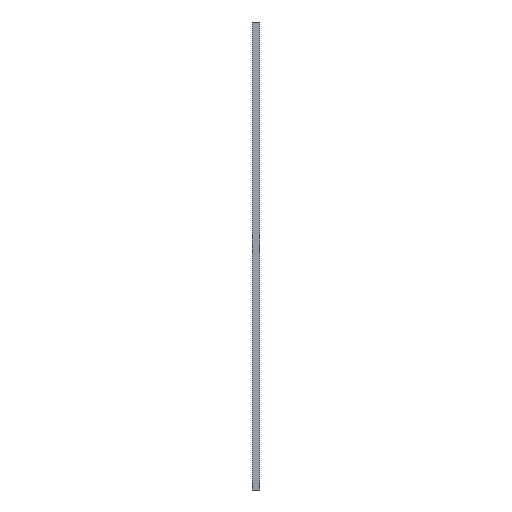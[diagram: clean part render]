
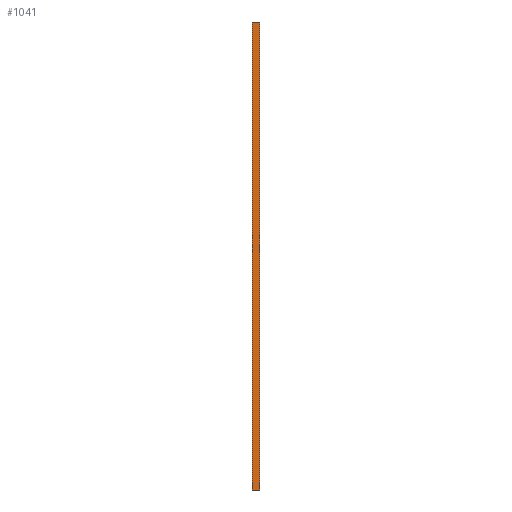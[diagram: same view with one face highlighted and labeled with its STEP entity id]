
A CAD part, left-side view. The second image highlights one B-rep face of the part: STEP entity #1041.
In plain terms, the highlighted planar face has unit normal (-1, 0, 0).
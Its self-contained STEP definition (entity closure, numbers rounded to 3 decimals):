
#6 = CARTESIAN_POINT ( 'NONE',  ( -125., -2., 125. ) ) ;
#16 = DIRECTION ( 'NONE',  ( 1., 0., 0. ) ) ;
#58 = EDGE_CURVE ( 'NONE', #214, #658, #382, .T. ) ;
#108 = CARTESIAN_POINT ( 'NONE',  ( -125., 2., -125. ) ) ;
#162 = VECTOR ( 'NONE', #883, 1000. ) ;
#179 = VECTOR ( 'NONE', #462, 1000. ) ;
#186 = DIRECTION ( 'NONE',  ( 0., 0., -1. ) ) ;
#195 = CARTESIAN_POINT ( 'NONE',  ( -125., 2., 125. ) ) ;
#214 = VERTEX_POINT ( 'NONE', #693 ) ;
#316 = AXIS2_PLACEMENT_3D ( 'NONE', #871, #16, #186 ) ;
#342 = VECTOR ( 'NONE', #399, 1000. ) ;
#382 = LINE ( 'NONE', #108, #342 ) ;
#399 = DIRECTION ( 'NONE',  ( 0., -1., 0. ) ) ;
#457 = LINE ( 'NONE', #1083, #162 ) ;
#462 = DIRECTION ( 'NONE',  ( 0., -1., 0. ) ) ;
#476 = CARTESIAN_POINT ( 'NONE',  ( -125., -2., -125. ) ) ;
#483 = VERTEX_POINT ( 'NONE', #195 ) ;
#498 = EDGE_CURVE ( 'NONE', #214, #483, #649, .T. ) ;
#506 = ORIENTED_EDGE ( 'NONE', *, *, #58, .T. ) ;
#545 = FACE_OUTER_BOUND ( 'NONE', #970, .T. ) ;
#573 = VERTEX_POINT ( 'NONE', #6 ) ;
#575 = VECTOR ( 'NONE', #1006, 1000. ) ;
#649 = LINE ( 'NONE', #927, #575 ) ;
#658 = VERTEX_POINT ( 'NONE', #476 ) ;
#693 = CARTESIAN_POINT ( 'NONE',  ( -125., 2., -125. ) ) ;
#700 = CARTESIAN_POINT ( 'NONE',  ( -125., 2., 125. ) ) ;
#871 = CARTESIAN_POINT ( 'NONE',  ( -125., 2., -125. ) ) ;
#877 = ORIENTED_EDGE ( 'NONE', *, *, #498, .F. ) ;
#883 = DIRECTION ( 'NONE',  ( 0., 0., 1. ) ) ;
#904 = LINE ( 'NONE', #700, #179 ) ;
#927 = CARTESIAN_POINT ( 'NONE',  ( -125., 2., -125. ) ) ;
#949 = EDGE_CURVE ( 'NONE', #483, #573, #904, .T. ) ;
#970 = EDGE_LOOP ( 'NONE', ( #980, #984, #877, #506 ) ) ;
#980 = ORIENTED_EDGE ( 'NONE', *, *, #1025, .T. ) ;
#984 = ORIENTED_EDGE ( 'NONE', *, *, #949, .F. ) ;
#1006 = DIRECTION ( 'NONE',  ( 0., 0., 1. ) ) ;
#1025 = EDGE_CURVE ( 'NONE', #658, #573, #457, .T. ) ;
#1041 = ADVANCED_FACE ( 'NONE', ( #545 ), #1090, .F. ) ;
#1083 = CARTESIAN_POINT ( 'NONE',  ( -125., -2., -125. ) ) ;
#1090 = PLANE ( 'NONE',  #316 ) ;
